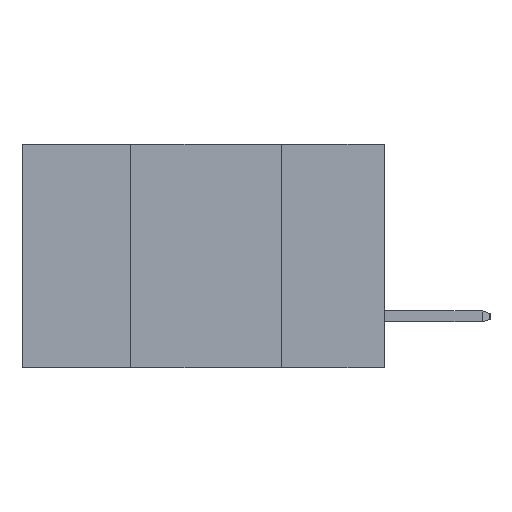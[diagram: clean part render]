
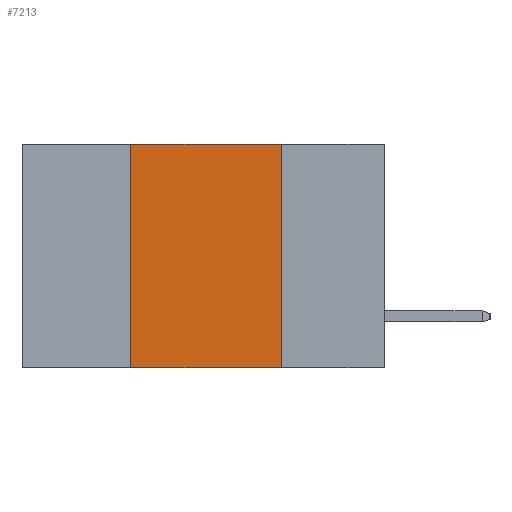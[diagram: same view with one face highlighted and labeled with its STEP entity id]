
A CAD part, left-side view. The second image highlights one B-rep face of the part: STEP entity #7213.
In plain terms, the highlighted planar face has unit normal (-1, 0, 0).
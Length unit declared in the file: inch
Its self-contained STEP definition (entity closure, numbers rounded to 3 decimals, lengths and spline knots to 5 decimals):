
#324 = VERTEX_POINT ( 'NONE', #6124 ) ;
#351 = DIRECTION ( 'NONE',  ( 0., -1., 0. ) ) ;
#386 = CARTESIAN_POINT ( 'NONE',  ( 0., 0.6, -0.37 ) ) ;
#807 = ORIENTED_EDGE ( 'NONE', *, *, #3904, .F. ) ;
#1269 = LINE ( 'NONE', #6638, #9174 ) ;
#1345 = ORIENTED_EDGE ( 'NONE', *, *, #3366, .F. ) ;
#2236 = LINE ( 'NONE', #8472, #9959 ) ;
#2534 = ORIENTED_EDGE ( 'NONE', *, *, #5950, .F. ) ;
#3016 = VECTOR ( 'NONE', #5566, 39.37008 ) ;
#3366 = EDGE_CURVE ( 'NONE', #6761, #6236, #2236, .T. ) ;
#3662 = VERTEX_POINT ( 'NONE', #8268 ) ;
#3904 = EDGE_CURVE ( 'NONE', #6236, #3662, #4387, .T. ) ;
#4149 = DIRECTION ( 'NONE',  ( 0., 0., -1. ) ) ;
#4242 = CARTESIAN_POINT ( 'NONE',  ( 0., 0.42, 0. ) ) ;
#4244 = DIRECTION ( 'NONE',  ( 1., 0., 0. ) ) ;
#4387 = LINE ( 'NONE', #5624, #3016 ) ;
#4388 = PLANE ( 'NONE',  #9988 ) ;
#4453 = EDGE_CURVE ( 'NONE', #6761, #324, #9648, .T. ) ;
#4519 = CARTESIAN_POINT ( 'NONE',  ( 0., 0.42, -0.37 ) ) ;
#4626 = CARTESIAN_POINT ( 'NONE',  ( 0., 0.6, 0. ) ) ;
#5253 = EDGE_LOOP ( 'NONE', ( #2534, #807, #1345, #5589 ) ) ;
#5566 = DIRECTION ( 'NONE',  ( 0., -1., 0. ) ) ;
#5589 = ORIENTED_EDGE ( 'NONE', *, *, #4453, .T. ) ;
#5624 = CARTESIAN_POINT ( 'NONE',  ( 0., 0.6, 0. ) ) ;
#5950 = EDGE_CURVE ( 'NONE', #3662, #324, #1269, .T. ) ;
#6124 = CARTESIAN_POINT ( 'NONE',  ( 0., 0.17, -0.37 ) ) ;
#6236 = VERTEX_POINT ( 'NONE', #4242 ) ;
#6432 = DIRECTION ( 'NONE',  ( 0., 0., -1. ) ) ;
#6638 = CARTESIAN_POINT ( 'NONE',  ( 0., 0.17, -0.37 ) ) ;
#6761 = VERTEX_POINT ( 'NONE', #4519 ) ;
#7213 = ADVANCED_FACE ( 'NONE', ( #8596 ), #4388, .F. ) ;
#7748 = VECTOR ( 'NONE', #351, 39.37008 ) ;
#8257 = DIRECTION ( 'NONE',  ( 0., 0., 1. ) ) ;
#8268 = CARTESIAN_POINT ( 'NONE',  ( 0., 0.17, 0. ) ) ;
#8472 = CARTESIAN_POINT ( 'NONE',  ( 0., 0.42, -0.37 ) ) ;
#8596 = FACE_OUTER_BOUND ( 'NONE', #5253, .T. ) ;
#9174 = VECTOR ( 'NONE', #6432, 39.37008 ) ;
#9648 = LINE ( 'NONE', #386, #7748 ) ;
#9959 = VECTOR ( 'NONE', #8257, 39.37008 ) ;
#9988 = AXIS2_PLACEMENT_3D ( 'NONE', #4626, #4244, #4149 ) ;
